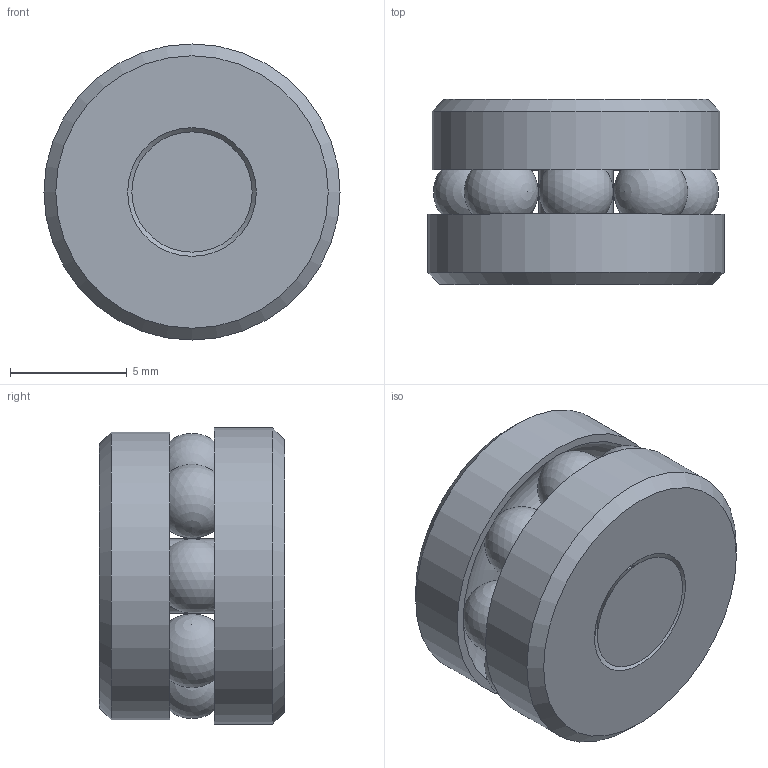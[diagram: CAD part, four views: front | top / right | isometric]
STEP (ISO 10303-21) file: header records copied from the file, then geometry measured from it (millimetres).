
FILE_DESCRIPTION (( 'STEP AP203' ), '1' );
FILE_NAME ('T-114RG_T-114RG-0008.step', '2016-02-04T15:34:07', ( '' ), ( '' ), 'SwSTEP 2.0', 'SolidWorks 2016', '' );
FILE_SCHEMA (( 'CONFIG_CONTROL_DESIGN' ));
Length unit declared in the file: inch
Products named in the file (1): T-114RG_T-114RG-0008
Bounding box: 12.7 x 7.94 x 12.7 mm (x, y, z)
Volume: 807.9 mm3; surface area: 1138 mm2
Topology: 11 solids, 11 shells, 29 faces, 57 edges, 36 vertices
Faces by surface type: plane 8, sphere 8, cone 6, cylinder 5, torus 2
Full cylindrical faces by diameter (mm): 3.175 x1, 3.429 x2, 12.344 x1, 12.7 x1
Entity records: 561 total; most frequent: DIRECTION 100, CARTESIAN_POINT 70, AXIS2_PLACEMENT_3D 50, EDGE_LOOP 40, ORIENTED_EDGE 40, ADVANCED_FACE 29, FACE_OUTER_BOUND 28, VERTEX_POINT 20
